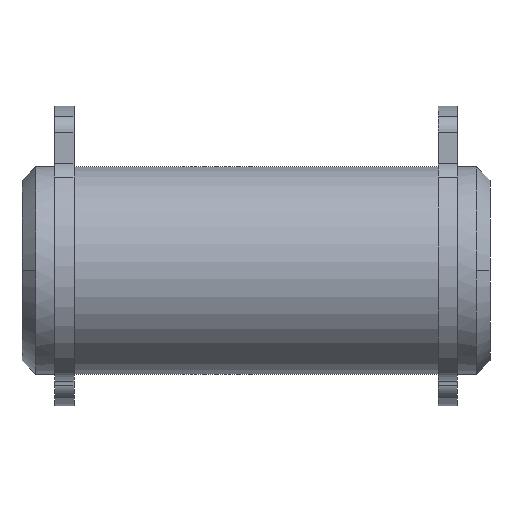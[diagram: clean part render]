
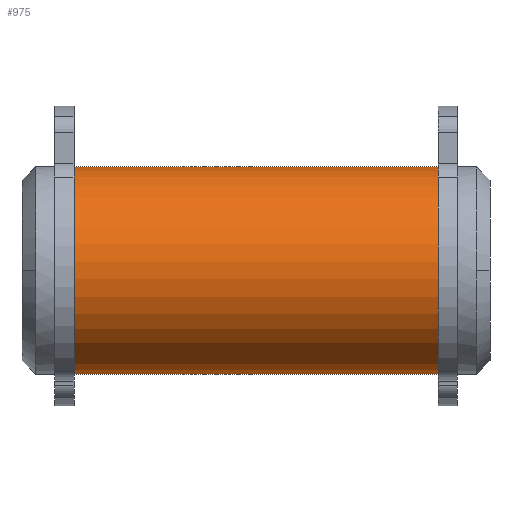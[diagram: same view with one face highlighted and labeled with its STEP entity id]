
A CAD part, front view. The second image highlights one B-rep face of the part: STEP entity #975.
In plain terms, the highlighted cylindrical face has radius 6 mm (diameter 12 mm), a partial arc.
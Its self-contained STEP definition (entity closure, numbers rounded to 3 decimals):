
#401=EDGE_CURVE('',#999,#1129,#1167,.T.);
#649=EDGE_CURVE('',#717,#873,#1442,.T.);
#699=VERTEX_POINT('',#1493);
#717=VERTEX_POINT('',#1512);
#727=EDGE_CURVE('',#865,#717,#1522,.T.);
#793=EDGE_CURVE('',#699,#873,#1598,.T.);
#803=EDGE_CURVE('',#699,#999,#1610,.T.);
#841=EDGE_CURVE('',#865,#1129,#1650,.T.);
#865=VERTEX_POINT('',#1676);
#873=VERTEX_POINT('',#1684);
#975=ADVANCED_FACE('',(#1798),#1799,.T.);
#999=VERTEX_POINT('',#1823);
#1129=VERTEX_POINT('',#1971);
#1167=CIRCLE('',#2002,6.0);
#1442=CIRCLE('',#2369,6.);
#1493=CARTESIAN_POINT('',(-10.5,0.65,5.965));
#1512=CARTESIAN_POINT('',(10.5,-0.65,5.965));
#1522=CIRCLE('',#2484,6.0);
#1598=LINE('',#2576,#2577);
#1610=CIRCLE('',#2593,6.);
#1650=LINE('',#2645,#2646);
#1676=CARTESIAN_POINT('',(10.5,-0.65,-5.965));
#1684=CARTESIAN_POINT('',(10.5,0.65,5.965));
#1798=FACE_OUTER_BOUND('',#2840,.T.);
#1799=CYLINDRICAL_SURFACE('',#2841,6.);
#1823=CARTESIAN_POINT('',(-10.5,-0.65,5.965));
#1971=CARTESIAN_POINT('',(-10.5,-0.65,-5.965));
#2002=AXIS2_PLACEMENT_3D('',#3099,#3100,#3101);
#2369=AXIS2_PLACEMENT_3D('',#3477,#3478,#3479);
#2484=AXIS2_PLACEMENT_3D('',#3530,#3531,#3532);
#2576=CARTESIAN_POINT('',(0.,0.65,5.965));
#2577=VECTOR('',#3643,1.0);
#2593=AXIS2_PLACEMENT_3D('',#3664,#3665,#3666);
#2645=CARTESIAN_POINT('',(0.,-0.65,-5.965));
#2646=VECTOR('',#3701,1.0);
#2840=EDGE_LOOP('',(#3882,#3883,#3884,#3885,#3886,#3887));
#2841=AXIS2_PLACEMENT_3D('',#3888,#3889,#3890);
#3099=CARTESIAN_POINT('',(-10.5,0.,0.));
#3100=DIRECTION('',(1.0,0.,0.));
#3101=DIRECTION('',(0.,1.0,0.0));
#3477=CARTESIAN_POINT('',(10.5,0.,0.));
#3478=DIRECTION('',(-1.0,0.0,0.0));
#3479=DIRECTION('',(0.0,0.108,0.994));
#3530=CARTESIAN_POINT('',(10.5,0.,0.));
#3531=DIRECTION('',(-1.0,0.,0.));
#3532=DIRECTION('',(0.,1.0,0.0));
#3643=DIRECTION('',(1.0,0.,0.));
#3664=CARTESIAN_POINT('',(-10.5,0.,0.));
#3665=DIRECTION('',(1.0,0.0,-0.0));
#3666=DIRECTION('',(0.0,0.108,0.994));
#3701=DIRECTION('',(-1.0,0.,0.));
#3882=ORIENTED_EDGE('',*,*,#793,.F.);
#3883=ORIENTED_EDGE('',*,*,#803,.T.);
#3884=ORIENTED_EDGE('',*,*,#401,.T.);
#3885=ORIENTED_EDGE('',*,*,#841,.F.);
#3886=ORIENTED_EDGE('',*,*,#727,.T.);
#3887=ORIENTED_EDGE('',*,*,#649,.T.);
#3888=CARTESIAN_POINT('',(0.,0.,0.));
#3889=DIRECTION('',(-1.0,0.,0.));
#3890=DIRECTION('',(0.,0.108,0.994));
